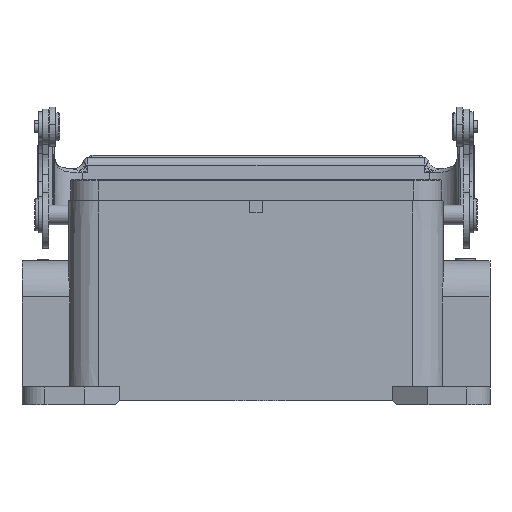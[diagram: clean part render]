
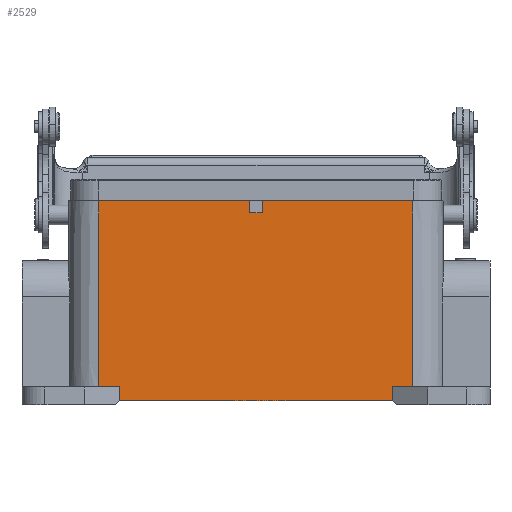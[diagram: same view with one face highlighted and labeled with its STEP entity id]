
A CAD part, front view. The second image highlights one B-rep face of the part: STEP entity #2529.
In plain terms, the highlighted planar face has unit normal (0, -1, 0.009).
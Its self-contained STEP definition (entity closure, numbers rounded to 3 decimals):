
#2529=ADVANCED_FACE('',(#4371),#3696,.T.);
#3696=PLANE('',#23761);
#4371=FACE_OUTER_BOUND('',#5605,.T.);
#5605=EDGE_LOOP('',(#9307,#9308,#9309,#9310,#9311,#9312,#9313,#9314,#9315,
#9316,#9317,#9318));
#9307=ORIENTED_EDGE('',*,*,#17536,.T.);
#9308=ORIENTED_EDGE('',*,*,#17520,.T.);
#9309=ORIENTED_EDGE('',*,*,#17338,.F.);
#9310=ORIENTED_EDGE('',*,*,#17330,.T.);
#9311=ORIENTED_EDGE('',*,*,#17323,.F.);
#9312=ORIENTED_EDGE('',*,*,#17539,.T.);
#9313=ORIENTED_EDGE('',*,*,#17285,.F.);
#9314=ORIENTED_EDGE('',*,*,#17273,.T.);
#9315=ORIENTED_EDGE('',*,*,#17264,.T.);
#9316=ORIENTED_EDGE('',*,*,#17248,.T.);
#9317=ORIENTED_EDGE('',*,*,#17247,.F.);
#9318=ORIENTED_EDGE('',*,*,#17538,.F.);
#14871=VERTEX_POINT('',#31755);
#14872=VERTEX_POINT('',#31757);
#14873=VERTEX_POINT('',#31761);
#14886=VERTEX_POINT('',#31804);
#14892=VERTEX_POINT('',#31827);
#14902=VERTEX_POINT('',#31862);
#14923=VERTEX_POINT('',#31931);
#14925=VERTEX_POINT('',#31935);
#14930=VERTEX_POINT('',#31951);
#14937=VERTEX_POINT('',#31967);
#15057=VERTEX_POINT('',#32464);
#15066=VERTEX_POINT('',#32496);
#17247=EDGE_CURVE('',#14872,#14871,#20416,.T.);
#17248=EDGE_CURVE('',#14873,#14871,#20417,.T.);
#17264=EDGE_CURVE('',#14886,#14873,#20429,.T.);
#17273=EDGE_CURVE('',#14892,#14886,#20434,.T.);
#17285=EDGE_CURVE('',#14892,#14902,#20441,.T.);
#17323=EDGE_CURVE('',#14925,#14923,#20470,.T.);
#17330=EDGE_CURVE('',#14930,#14923,#20473,.T.);
#17338=EDGE_CURVE('',#14930,#14937,#20480,.T.);
#17520=EDGE_CURVE('',#15057,#14937,#20614,.T.);
#17536=EDGE_CURVE('',#15066,#15057,#20627,.T.);
#17538=EDGE_CURVE('',#15066,#14872,#20629,.T.);
#17539=EDGE_CURVE('',#14925,#14902,#20630,.T.);
#20416=LINE('',#31758,#21992);
#20417=LINE('',#31760,#21993);
#20429=LINE('',#31803,#22005);
#20434=LINE('',#31826,#22010);
#20441=LINE('',#31861,#22017);
#20470=LINE('',#31936,#22046);
#20473=LINE('',#31950,#22049);
#20480=LINE('',#31966,#22056);
#20614=LINE('',#32463,#22190);
#20627=LINE('',#32495,#22203);
#20629=LINE('',#32499,#22205);
#20630=LINE('',#32501,#22206);
#21992=VECTOR('',#26063,1.);
#21993=VECTOR('',#26066,1.);
#22005=VECTOR('',#26090,1.);
#22010=VECTOR('',#26103,1.);
#22017=VECTOR('',#26122,1.);
#22046=VECTOR('',#26195,1.);
#22049=VECTOR('',#26212,1.);
#22056=VECTOR('',#26223,1.);
#22190=VECTOR('',#26507,1.);
#22203=VECTOR('',#26540,1.);
#22205=VECTOR('',#26544,1.);
#22206=VECTOR('',#26547,1.);
#23761=AXIS2_PLACEMENT_3D('',#32502,#26548,#26549);
#26063=DIRECTION('',(1.,0.,0.));
#26066=DIRECTION('',(0.,-0.009,-1.));
#26090=DIRECTION('',(-1.,0.,0.));
#26103=DIRECTION('',(0.,0.009,1.));
#26122=DIRECTION('',(-1.,0.,0.));
#26195=DIRECTION('',(-1.,0.,0.));
#26212=DIRECTION('',(0.,-0.009,-1.));
#26223=DIRECTION('',(-1.,0.,0.));
#26507=DIRECTION('',(0.,-0.009,-1.));
#26540=DIRECTION('',(-1.,0.,0.));
#26544=DIRECTION('',(0.,-0.009,-1.));
#26547=DIRECTION('',(0.,0.009,1.));
#26548=DIRECTION('',(0.,-1.,0.009));
#26549=DIRECTION('',(-1.,0.,0.));
#31755=CARTESIAN_POINT('',(1.6,-21.526,21.5));
#31757=CARTESIAN_POINT('',(-1.6,-21.526,21.5));
#31758=CARTESIAN_POINT('',(-1.6,-21.526,21.5));
#31760=CARTESIAN_POINT('',(1.6,-21.5,24.5));
#31761=CARTESIAN_POINT('',(1.6,-21.5,24.5));
#31803=CARTESIAN_POINT('',(39.25,-21.5,24.5));
#31804=CARTESIAN_POINT('',(39.25,-21.5,24.5));
#31826=CARTESIAN_POINT('',(39.25,-21.906,-22.));
#31827=CARTESIAN_POINT('',(39.25,-21.906,-22.));
#31861=CARTESIAN_POINT('',(39.25,-21.906,-22.));
#31862=CARTESIAN_POINT('',(34.,-21.906,-22.));
#31931=CARTESIAN_POINT('',(-34.,-21.936,-25.5));
#31935=CARTESIAN_POINT('',(34.,-21.936,-25.5));
#31936=CARTESIAN_POINT('',(34.,-21.936,-25.5));
#31950=CARTESIAN_POINT('',(-34.,-21.906,-22.));
#31951=CARTESIAN_POINT('',(-34.,-21.906,-22.));
#31966=CARTESIAN_POINT('',(-34.,-21.906,-22.));
#31967=CARTESIAN_POINT('',(-39.25,-21.906,-22.));
#32463=CARTESIAN_POINT('',(-39.25,-21.5,24.5));
#32464=CARTESIAN_POINT('',(-39.25,-21.5,24.5));
#32495=CARTESIAN_POINT('',(-1.6,-21.5,24.5));
#32496=CARTESIAN_POINT('',(-1.6,-21.5,24.5));
#32499=CARTESIAN_POINT('',(-1.6,-21.5,24.5));
#32501=CARTESIAN_POINT('',(34.,-21.936,-25.5));
#32502=CARTESIAN_POINT('',(-41.628,-21.5,24.5));
